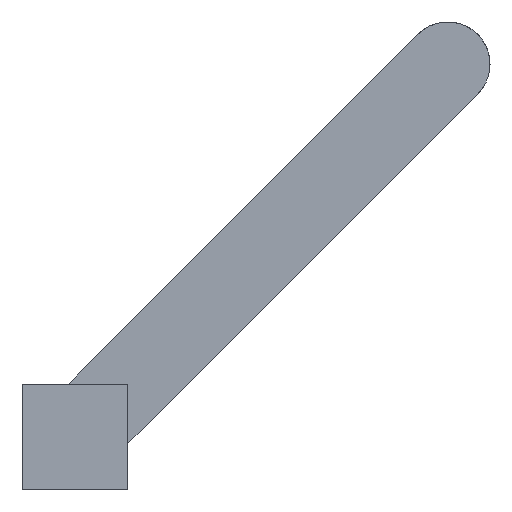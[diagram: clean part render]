
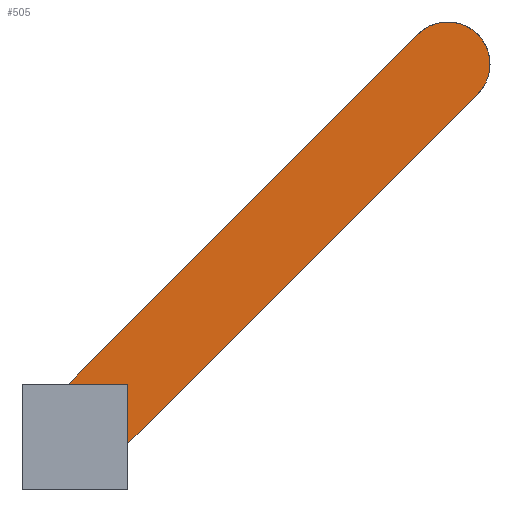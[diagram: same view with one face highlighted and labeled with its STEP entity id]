
A CAD part, front view. The second image highlights one B-rep face of the part: STEP entity #505.
In plain terms, the highlighted planar face has unit normal (0, -1, 0).
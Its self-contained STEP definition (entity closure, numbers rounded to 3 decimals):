
#355=CARTESIAN_POINT('Vertex',(10.,75.,0.)) ;
#358=CARTESIAN_POINT('Axis2P3D Location',(0.,75.,0.)) ;
#362=CARTESIAN_POINT('Vertex',(-1.414,75.,9.899)) ;
#391=CARTESIAN_POINT('Vertex',(9.899,75.,-1.414)) ;
#394=CARTESIAN_POINT('Axis2P3D Location',(0.,75.,0.)) ;
#445=CARTESIAN_POINT('Line Origine',(31.82,75.,43.134)) ;
#449=CARTESIAN_POINT('Vertex',(65.054,75.,76.368)) ;
#473=CARTESIAN_POINT('Vertex',(76.368,75.,65.054)) ;
#476=CARTESIAN_POINT('Line Origine',(43.134,75.,31.82)) ;
#488=CARTESIAN_POINT('Axis2P3D Location',(0.,75.,0.)) ;
#493=CARTESIAN_POINT('Axis2P3D Location',(70.711,75.,70.711)) ;
#359=DIRECTION('Axis2P3D Direction',(0.,1.,0.)) ;
#395=DIRECTION('Axis2P3D Direction',(0.,1.,0.)) ;
#446=DIRECTION('Vector Direction',(-0.707,0.,-0.707)) ;
#477=DIRECTION('Vector Direction',(0.707,0.,0.707)) ;
#489=DIRECTION('Axis2P3D Direction',(0.,1.,-0.)) ;
#490=DIRECTION('Axis2P3D XDirection',(-1.,0.,0.)) ;
#494=DIRECTION('Axis2P3D Direction',(0.,1.,-0.)) ;
#360=AXIS2_PLACEMENT_3D('Circle Axis2P3D',#358,#359,$) ;
#396=AXIS2_PLACEMENT_3D('Circle Axis2P3D',#394,#395,$) ;
#491=AXIS2_PLACEMENT_3D('Plane Axis2P3D',#488,#489,#490) ;
#495=AXIS2_PLACEMENT_3D('Circle Axis2P3D',#493,#494,$) ;
#499=ORIENTED_EDGE('',*,*,#364,.T.) ;
#500=ORIENTED_EDGE('',*,*,#398,.T.) ;
#501=ORIENTED_EDGE('',*,*,#480,.F.) ;
#502=ORIENTED_EDGE('',*,*,#497,.F.) ;
#503=ORIENTED_EDGE('',*,*,#451,.F.) ;
#447=VECTOR('Line Direction',#446,1.) ;
#478=VECTOR('Line Direction',#477,1.) ;
#505=ADVANCED_FACE('PartBody',(#504),#492,.F.) ;
#361=CIRCLE('generated circle',#360,10.) ;
#397=CIRCLE('generated circle',#396,10.) ;
#496=CIRCLE('generated circle',#495,8.) ;
#364=EDGE_CURVE('',#363,#356,#361,.T.) ;
#398=EDGE_CURVE('',#356,#392,#397,.T.) ;
#451=EDGE_CURVE('',#363,#450,#448,.F.) ;
#480=EDGE_CURVE('',#474,#392,#479,.F.) ;
#497=EDGE_CURVE('',#450,#474,#496,.T.) ;
#498=EDGE_LOOP('',(#499,#500,#501,#502,#503)) ;
#504=FACE_OUTER_BOUND('',#498,.T.) ;
#448=LINE('Line',#445,#447) ;
#479=LINE('Line',#476,#478) ;
#492=PLANE('Plane',#491) ;
#356=VERTEX_POINT('',#355) ;
#363=VERTEX_POINT('',#362) ;
#392=VERTEX_POINT('',#391) ;
#450=VERTEX_POINT('',#449) ;
#474=VERTEX_POINT('',#473) ;
